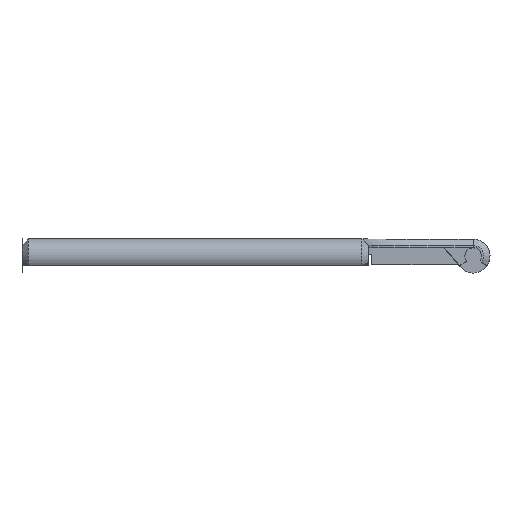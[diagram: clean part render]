
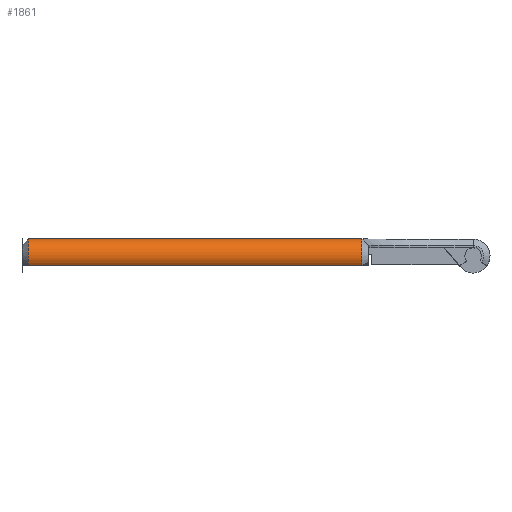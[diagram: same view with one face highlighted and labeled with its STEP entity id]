
A CAD part, top view. The second image highlights one B-rep face of the part: STEP entity #1861.
In plain terms, the highlighted cylindrical face has radius 8 mm (diameter 16 mm), a partial arc.
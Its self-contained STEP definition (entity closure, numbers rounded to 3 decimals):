
#31 = PLANE('',#32);
#32 = AXIS2_PLACEMENT_3D('',#33,#34,#35);
#33 = CARTESIAN_POINT('',(-112.486,150.,-109.033));
#34 = DIRECTION('',(0.,1.,0.));
#35 = DIRECTION('',(0.,0.,1.));
#88 = VERTEX_POINT('',#89);
#89 = CARTESIAN_POINT('',(-212.,150.,-28.));
#113 = EDGE_CURVE('',#88,#114,#116,.T.);
#114 = VERTEX_POINT('',#115);
#115 = CARTESIAN_POINT('',(-53.,150.,-28.));
#116 = SURFACE_CURVE('',#117,(#121,#128),.PCURVE_S1.);
#117 = LINE('',#118,#119);
#118 = CARTESIAN_POINT('',(-215.,150.,-28.));
#119 = VECTOR('',#120,1.);
#120 = DIRECTION('',(1.,0.,0.));
#121 = PCURVE('',#31,#122);
#122 = DEFINITIONAL_REPRESENTATION('',(#123),#127);
#123 = LINE('',#124,#125);
#124 = CARTESIAN_POINT('',(81.033,-102.514));
#125 = VECTOR('',#126,1.);
#126 = DIRECTION('',(0.,1.));
#127 = ( GEOMETRIC_REPRESENTATION_CONTEXT(2) 
PARAMETRIC_REPRESENTATION_CONTEXT() REPRESENTATION_CONTEXT('2D SPACE',''
  ) );
#128 = PCURVE('',#129,#134);
#129 = CYLINDRICAL_SURFACE('',#130,8.);
#130 = AXIS2_PLACEMENT_3D('',#131,#132,#133);
#131 = CARTESIAN_POINT('',(-215.,142.,-28.));
#132 = DIRECTION('',(-1.,0.,0.));
#133 = DIRECTION('',(0.,0.,1.));
#134 = DEFINITIONAL_REPRESENTATION('',(#135),#139);
#135 = LINE('',#136,#137);
#136 = CARTESIAN_POINT('',(-4.712,0.));
#137 = VECTOR('',#138,1.);
#138 = DIRECTION('',(-0.,-1.));
#139 = ( GEOMETRIC_REPRESENTATION_CONTEXT(2) 
PARAMETRIC_REPRESENTATION_CONTEXT() REPRESENTATION_CONTEXT('2D SPACE',''
  ) );
#1827 = CONICAL_SURFACE('',#1828,8.,0.785);
#1828 = AXIS2_PLACEMENT_3D('',#1829,#1830,#1831);
#1829 = CARTESIAN_POINT('',(-212.,142.,-28.));
#1830 = DIRECTION('',(1.,0.,0.));
#1831 = DIRECTION('',(0.,1.,0.));
#1861 = ADVANCED_FACE('',(#1862),#129,.T.);
#1862 = FACE_BOUND('',#1863,.F.);
#1863 = EDGE_LOOP('',(#1864,#1894,#1916,#1917));
#1864 = ORIENTED_EDGE('',*,*,#1865,.F.);
#1865 = EDGE_CURVE('',#1866,#1868,#1870,.T.);
#1866 = VERTEX_POINT('',#1867);
#1867 = CARTESIAN_POINT('',(-212.,137.336,-21.5));
#1868 = VERTEX_POINT('',#1869);
#1869 = CARTESIAN_POINT('',(-53.,137.336,-21.5));
#1870 = SURFACE_CURVE('',#1871,(#1875,#1882),.PCURVE_S1.);
#1871 = LINE('',#1872,#1873);
#1872 = CARTESIAN_POINT('',(-215.,137.336,-21.5));
#1873 = VECTOR('',#1874,1.);
#1874 = DIRECTION('',(1.,0.,0.));
#1875 = PCURVE('',#129,#1876);
#1876 = DEFINITIONAL_REPRESENTATION('',(#1877),#1881);
#1877 = LINE('',#1878,#1879);
#1878 = CARTESIAN_POINT('',(-6.906,0.));
#1879 = VECTOR('',#1880,1.);
#1880 = DIRECTION('',(-0.,-1.));
#1881 = ( GEOMETRIC_REPRESENTATION_CONTEXT(2) 
PARAMETRIC_REPRESENTATION_CONTEXT() REPRESENTATION_CONTEXT('2D SPACE',''
  ) );
#1882 = PCURVE('',#1883,#1888);
#1883 = PLANE('',#1884);
#1884 = AXIS2_PLACEMENT_3D('',#1885,#1886,#1887);
#1885 = CARTESIAN_POINT('',(-215.,139.668,-24.75));
#1886 = DIRECTION('',(0.,-0.813,-0.583));
#1887 = DIRECTION('',(0.,-0.583,0.813));
#1888 = DEFINITIONAL_REPRESENTATION('',(#1889),#1893);
#1889 = LINE('',#1890,#1891);
#1890 = CARTESIAN_POINT('',(4.,0.));
#1891 = VECTOR('',#1892,1.);
#1892 = DIRECTION('',(0.,-1.));
#1893 = ( GEOMETRIC_REPRESENTATION_CONTEXT(2) 
PARAMETRIC_REPRESENTATION_CONTEXT() REPRESENTATION_CONTEXT('2D SPACE',''
  ) );
#1894 = ORIENTED_EDGE('',*,*,#1895,.F.);
#1895 = EDGE_CURVE('',#88,#1866,#1896,.T.);
#1896 = SURFACE_CURVE('',#1897,(#1902,#1909),.PCURVE_S1.);
#1897 = CIRCLE('',#1898,8.);
#1898 = AXIS2_PLACEMENT_3D('',#1899,#1900,#1901);
#1899 = CARTESIAN_POINT('',(-212.,142.,-28.));
#1900 = DIRECTION('',(1.,0.,0.));
#1901 = DIRECTION('',(0.,1.,0.));
#1902 = PCURVE('',#129,#1903);
#1903 = DEFINITIONAL_REPRESENTATION('',(#1904),#1908);
#1904 = LINE('',#1905,#1906);
#1905 = CARTESIAN_POINT('',(-4.712,-3.));
#1906 = VECTOR('',#1907,1.);
#1907 = DIRECTION('',(-1.,0.));
#1908 = ( GEOMETRIC_REPRESENTATION_CONTEXT(2) 
PARAMETRIC_REPRESENTATION_CONTEXT() REPRESENTATION_CONTEXT('2D SPACE',''
  ) );
#1909 = PCURVE('',#1827,#1910);
#1910 = DEFINITIONAL_REPRESENTATION('',(#1911),#1915);
#1911 = LINE('',#1912,#1913);
#1912 = CARTESIAN_POINT('',(0.,0.));
#1913 = VECTOR('',#1914,1.);
#1914 = DIRECTION('',(1.,0.));
#1915 = ( GEOMETRIC_REPRESENTATION_CONTEXT(2) 
PARAMETRIC_REPRESENTATION_CONTEXT() REPRESENTATION_CONTEXT('2D SPACE',''
  ) );
#1916 = ORIENTED_EDGE('',*,*,#113,.T.);
#1917 = ORIENTED_EDGE('',*,*,#1918,.F.);
#1918 = EDGE_CURVE('',#1868,#114,#1919,.T.);
#1919 = SURFACE_CURVE('',#1920,(#1925,#1932),.PCURVE_S1.);
#1920 = CIRCLE('',#1921,8.);
#1921 = AXIS2_PLACEMENT_3D('',#1922,#1923,#1924);
#1922 = CARTESIAN_POINT('',(-53.,142.,-28.));
#1923 = DIRECTION('',(-1.,0.,0.));
#1924 = DIRECTION('',(0.,-0.583,0.813));
#1925 = PCURVE('',#129,#1926);
#1926 = DEFINITIONAL_REPRESENTATION('',(#1927),#1931);
#1927 = LINE('',#1928,#1929);
#1928 = CARTESIAN_POINT('',(-6.906,-162.));
#1929 = VECTOR('',#1930,1.);
#1930 = DIRECTION('',(1.,-0.));
#1931 = ( GEOMETRIC_REPRESENTATION_CONTEXT(2) 
PARAMETRIC_REPRESENTATION_CONTEXT() REPRESENTATION_CONTEXT('2D SPACE',''
  ) );
#1932 = PCURVE('',#1933,#1938);
#1933 = CONICAL_SURFACE('',#1934,8.,0.785);
#1934 = AXIS2_PLACEMENT_3D('',#1935,#1936,#1937);
#1935 = CARTESIAN_POINT('',(-53.,142.,-28.));
#1936 = DIRECTION('',(-1.,0.,0.));
#1937 = DIRECTION('',(0.,-0.583,0.813));
#1938 = DEFINITIONAL_REPRESENTATION('',(#1939),#1943);
#1939 = LINE('',#1940,#1941);
#1940 = CARTESIAN_POINT('',(0.,-0.));
#1941 = VECTOR('',#1942,1.);
#1942 = DIRECTION('',(1.,-0.));
#1943 = ( GEOMETRIC_REPRESENTATION_CONTEXT(2) 
PARAMETRIC_REPRESENTATION_CONTEXT() REPRESENTATION_CONTEXT('2D SPACE',''
  ) );
